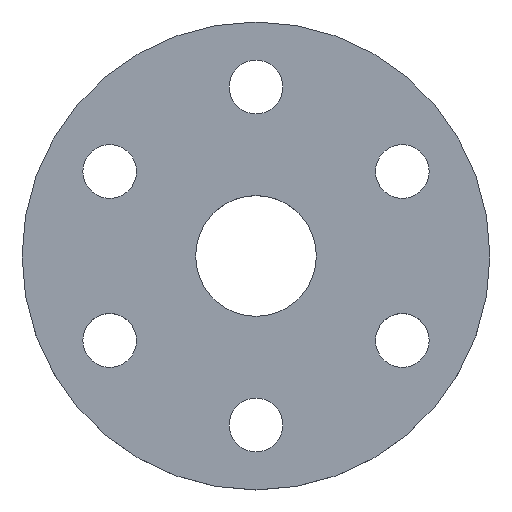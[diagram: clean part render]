
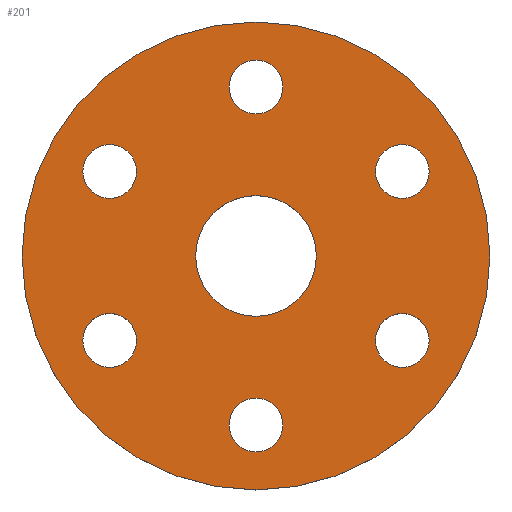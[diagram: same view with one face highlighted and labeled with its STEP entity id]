
A CAD part, top view. The second image highlights one B-rep face of the part: STEP entity #201.
In plain terms, the highlighted planar face has unit normal (0, 0, 1).
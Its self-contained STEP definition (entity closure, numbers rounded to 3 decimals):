
#15=FACE_BOUND('',#50,.T.);
#16=FACE_BOUND('',#51,.T.);
#17=FACE_BOUND('',#52,.T.);
#18=FACE_BOUND('',#53,.T.);
#19=FACE_BOUND('',#54,.T.);
#20=FACE_BOUND('',#55,.T.);
#21=FACE_BOUND('',#56,.T.);
#29=PLANE('',#241);
#39=FACE_OUTER_BOUND('',#49,.T.);
#49=EDGE_LOOP('',(#169));
#50=EDGE_LOOP('',(#170));
#51=EDGE_LOOP('',(#171));
#52=EDGE_LOOP('',(#172));
#53=EDGE_LOOP('',(#173));
#54=EDGE_LOOP('',(#174));
#55=EDGE_LOOP('',(#175));
#56=EDGE_LOOP('',(#176));
#81=CIRCLE('',#218,1.194);
#83=CIRCLE('',#221,1.194);
#85=CIRCLE('',#224,2.68);
#87=CIRCLE('',#227,1.194);
#89=CIRCLE('',#230,1.194);
#91=CIRCLE('',#233,1.194);
#93=CIRCLE('',#236,1.194);
#95=CIRCLE('',#239,10.388);
#97=VERTEX_POINT('',#307);
#99=VERTEX_POINT('',#313);
#101=VERTEX_POINT('',#319);
#103=VERTEX_POINT('',#325);
#105=VERTEX_POINT('',#331);
#107=VERTEX_POINT('',#337);
#109=VERTEX_POINT('',#343);
#111=VERTEX_POINT('',#349);
#113=EDGE_CURVE('',#97,#97,#81,.T.);
#116=EDGE_CURVE('',#99,#99,#83,.T.);
#119=EDGE_CURVE('',#101,#101,#85,.F.);
#122=EDGE_CURVE('',#103,#103,#87,.T.);
#125=EDGE_CURVE('',#105,#105,#89,.T.);
#128=EDGE_CURVE('',#107,#107,#91,.T.);
#131=EDGE_CURVE('',#109,#109,#93,.T.);
#134=EDGE_CURVE('',#111,#111,#95,.T.);
#169=ORIENTED_EDGE('',*,*,#134,.T.);
#170=ORIENTED_EDGE('',*,*,#131,.T.);
#171=ORIENTED_EDGE('',*,*,#128,.T.);
#172=ORIENTED_EDGE('',*,*,#125,.T.);
#173=ORIENTED_EDGE('',*,*,#122,.T.);
#174=ORIENTED_EDGE('',*,*,#119,.T.);
#175=ORIENTED_EDGE('',*,*,#116,.T.);
#176=ORIENTED_EDGE('',*,*,#113,.T.);
#201=ADVANCED_FACE('',(#39,#15,#16,#17,#18,#19,#20,#21),#29,.T.);
#218=AXIS2_PLACEMENT_3D('',#308,#247,#248);
#221=AXIS2_PLACEMENT_3D('',#314,#254,#255);
#224=AXIS2_PLACEMENT_3D('',#320,#261,#262);
#227=AXIS2_PLACEMENT_3D('',#326,#268,#269);
#230=AXIS2_PLACEMENT_3D('',#332,#275,#276);
#233=AXIS2_PLACEMENT_3D('',#338,#282,#283);
#236=AXIS2_PLACEMENT_3D('',#344,#289,#290);
#239=AXIS2_PLACEMENT_3D('',#350,#296,#297);
#241=AXIS2_PLACEMENT_3D('',#354,#301,#302);
#247=DIRECTION('center_axis',(0.,0.,
-1.));
#248=DIRECTION('ref_axis',(-1.,0.,0.));
#254=DIRECTION('center_axis',(0.,0.,
-1.));
#255=DIRECTION('ref_axis',(-1.,0.,0.));
#261=DIRECTION('center_axis',(0.,0.,
1.));
#262=DIRECTION('ref_axis',(-1.,0.,0.));
#268=DIRECTION('center_axis',(0.,0.,
-1.));
#269=DIRECTION('ref_axis',(-1.,0.,0.));
#275=DIRECTION('center_axis',(0.,0.,
-1.));
#276=DIRECTION('ref_axis',(-1.,0.,0.));
#282=DIRECTION('center_axis',(0.,0.,
-1.));
#283=DIRECTION('ref_axis',(-1.,0.,0.));
#289=DIRECTION('center_axis',(0.,0.,
-1.));
#290=DIRECTION('ref_axis',(-1.,0.,0.));
#296=DIRECTION('center_axis',(0.,0.,
1.));
#297=DIRECTION('ref_axis',(-1.,0.,0.));
#301=DIRECTION('center_axis',(0.,0.,
1.));
#302=DIRECTION('ref_axis',(-1.,0.,0.));
#307=CARTESIAN_POINT('',(-16.727,3.75,29.2));
#308=CARTESIAN_POINT('Origin',(-17.92,3.75,29.2));
#313=CARTESIAN_POINT('',(-29.717,3.75,29.2));
#314=CARTESIAN_POINT('Origin',(-30.911,3.75,29.2));
#319=CARTESIAN_POINT('',(-21.736,0.,29.2));
#320=CARTESIAN_POINT('Origin',(-24.416,0.,29.2));
#325=CARTESIAN_POINT('',(-23.222,-7.5,29.2));
#326=CARTESIAN_POINT('Origin',(-24.416,-7.5,29.2));
#331=CARTESIAN_POINT('',(-16.727,-3.75,29.2));
#332=CARTESIAN_POINT('Origin',(-17.92,-3.75,29.2));
#337=CARTESIAN_POINT('',(-29.717,-3.75,29.2));
#338=CARTESIAN_POINT('Origin',(-30.911,-3.75,29.2));
#343=CARTESIAN_POINT('',(-23.222,7.5,29.2));
#344=CARTESIAN_POINT('Origin',(-24.416,7.5,29.2));
#349=CARTESIAN_POINT('',(-14.028,0.,29.2));
#350=CARTESIAN_POINT('Origin',(-24.416,0.,29.2));
#354=CARTESIAN_POINT('Origin',(-24.416,0.,29.2));
